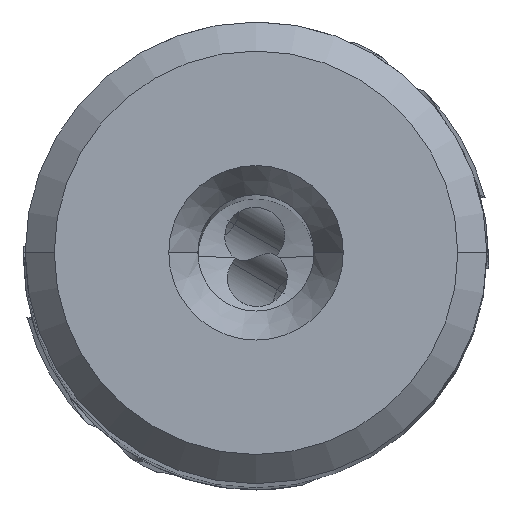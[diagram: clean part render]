
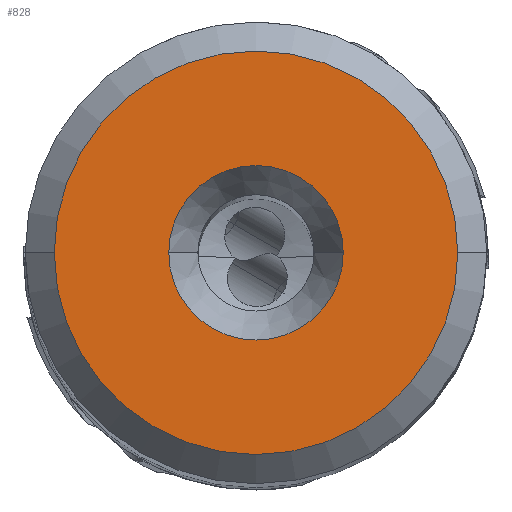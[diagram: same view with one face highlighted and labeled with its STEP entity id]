
A CAD part, top view. The second image highlights one B-rep face of the part: STEP entity #828.
In plain terms, the highlighted planar face has unit normal (0, 0, 1).
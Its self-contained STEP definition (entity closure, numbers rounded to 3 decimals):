
#63=FACE_BOUND('',#1330,.T.);
#64=FACE_BOUND('',#1331,.T.);
#237=PLANE('',#4905);
#828=ADVANCED_FACE('',(#63,#64),#237,.T.);
#1330=EDGE_LOOP('',(#2645,#2646,#2647,#2648));
#1331=EDGE_LOOP('',(#2649,#2650));
#1539=CIRCLE('',#4898,6.937);
#1540=CIRCLE('',#4899,6.937);
#1541=CIRCLE('',#4901,6.937);
#1542=CIRCLE('',#4902,6.937);
#1543=CIRCLE('',#4903,3.);
#1544=CIRCLE('',#4904,3.);
#2645=ORIENTED_EDGE('',*,*,#3988,.F.);
#2646=ORIENTED_EDGE('',*,*,#3987,.T.);
#2647=ORIENTED_EDGE('',*,*,#3989,.F.);
#2648=ORIENTED_EDGE('',*,*,#3990,.T.);
#2649=ORIENTED_EDGE('',*,*,#3991,.F.);
#2650=ORIENTED_EDGE('',*,*,#3992,.F.);
#3360=VERTEX_POINT('',#10148);
#3361=VERTEX_POINT('',#10150);
#3362=VERTEX_POINT('',#10152);
#3363=VERTEX_POINT('',#10156);
#3364=VERTEX_POINT('',#10159);
#3365=VERTEX_POINT('',#10160);
#3987=EDGE_CURVE('',#3362,#3361,#1539,.T.);
#3988=EDGE_CURVE('',#3362,#3360,#1540,.T.);
#3989=EDGE_CURVE('',#3363,#3361,#1541,.T.);
#3990=EDGE_CURVE('',#3363,#3360,#1542,.T.);
#3991=EDGE_CURVE('',#3364,#3365,#1543,.T.);
#3992=EDGE_CURVE('',#3365,#3364,#1544,.T.);
#4898=AXIS2_PLACEMENT_3D('',#10151,#5883,#5884);
#4899=AXIS2_PLACEMENT_3D('',#10153,#5885,#5886);
#4901=AXIS2_PLACEMENT_3D('',#10155,#5889,#5890);
#4902=AXIS2_PLACEMENT_3D('',#10157,#5891,#5892);
#4903=AXIS2_PLACEMENT_3D('',#10158,#5893,#5894);
#4904=AXIS2_PLACEMENT_3D('',#10161,#5895,#5896);
#4905=AXIS2_PLACEMENT_3D('',#10162,#5897,#5898);
#5883=DIRECTION('',(0.,0.,1.));
#5884=DIRECTION('',(1.,-0.001,0.));
#5885=DIRECTION('',(0.,0.,-1.));
#5886=DIRECTION('',(1.,-0.001,0.));
#5889=DIRECTION('',(0.,0.,-1.));
#5890=DIRECTION('',(-1.,0.001,0.));
#5891=DIRECTION('',(0.,0.,1.));
#5892=DIRECTION('',(-1.,0.001,0.));
#5893=DIRECTION('',(0.,0.,1.));
#5894=DIRECTION('',(-1.,0.,0.));
#5895=DIRECTION('',(0.,0.,1.));
#5896=DIRECTION('',(1.,0.,0.));
#5897=DIRECTION('',(0.,0.,1.));
#5898=DIRECTION('',(1.,0.,0.));
#10148=CARTESIAN_POINT('',(-6.937,0.,0.));
#10150=CARTESIAN_POINT('',(6.937,0.,0.));
#10151=CARTESIAN_POINT('',(0.,0.,0.));
#10152=CARTESIAN_POINT('',(6.937,-0.008,0.));
#10153=CARTESIAN_POINT('',(0.,0.,0.));
#10155=CARTESIAN_POINT('',(0.,0.,0.));
#10156=CARTESIAN_POINT('',(-6.937,0.008,0.));
#10157=CARTESIAN_POINT('',(0.,0.,0.));
#10158=CARTESIAN_POINT('',(0.,0.,0.));
#10159=CARTESIAN_POINT('',(-3.,0.,0.));
#10160=CARTESIAN_POINT('',(3.,0.,0.));
#10161=CARTESIAN_POINT('',(0.,0.,0.));
#10162=CARTESIAN_POINT('',(0.,0.,0.));
